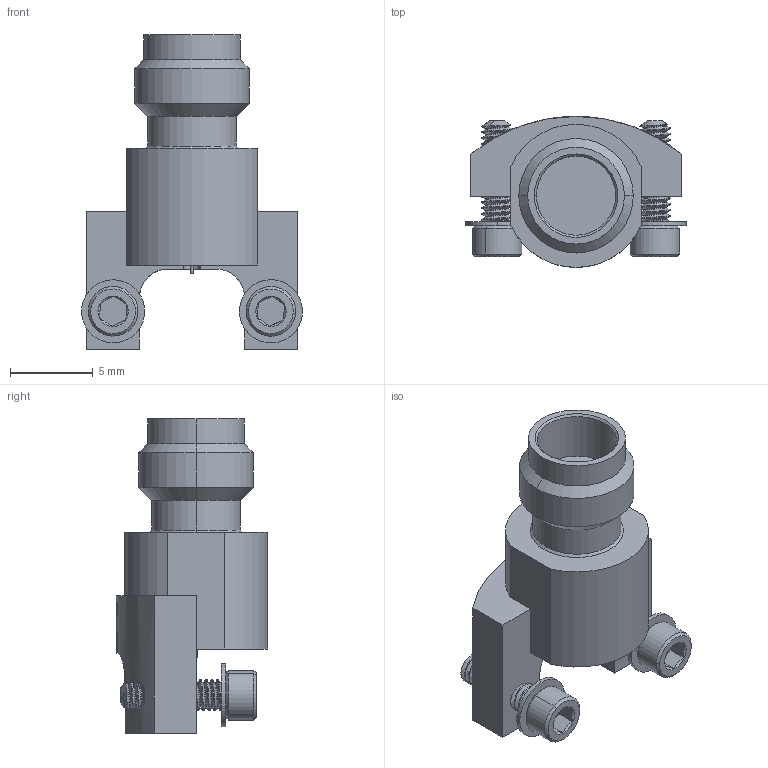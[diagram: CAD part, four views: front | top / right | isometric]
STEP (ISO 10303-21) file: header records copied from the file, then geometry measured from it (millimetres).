
FILE_DESCRIPTION (( 'STEP AP214' ), '1' );
FILE_NAME ('SF1621-60036.STEP', '2017-11-14T07:08:00', ( '' ), ( '' ), 'SwSTEP 2.0', 'SolidWorks 2016', '' );
FILE_SCHEMA (( 'AUTOMOTIVE_DESIGN' ));
Length unit declared in the file: millimetre
Products named in the file (1): SF1621-60036
Bounding box: 13.33 x 9.12 x 18.97 mm (x, y, z)
Volume: 786.8 mm3; surface area: 877.1 mm2
Topology: 1 solids, 1 shells, 292 faces, 811 edges, 526 vertices
Faces by surface type: cylinder 188, plane 50, cone 34, bspline 20
Entity records: 17431 total; most frequent: CARTESIAN_POINT 7830, ORIENTED_EDGE 1622, DIRECTION 1037, EDGE_CURVE 811, VERTEX_POINT 526, AXIS2_PLACEMENT_3D 382, EDGE_LOOP 309, UNCERTAINTY_MEASURE_WITH_UNIT 295
